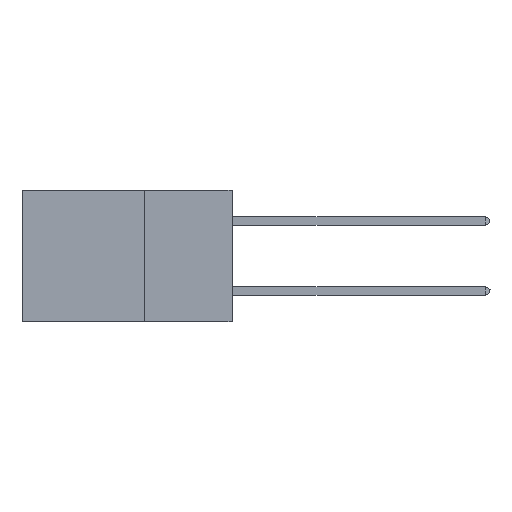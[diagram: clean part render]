
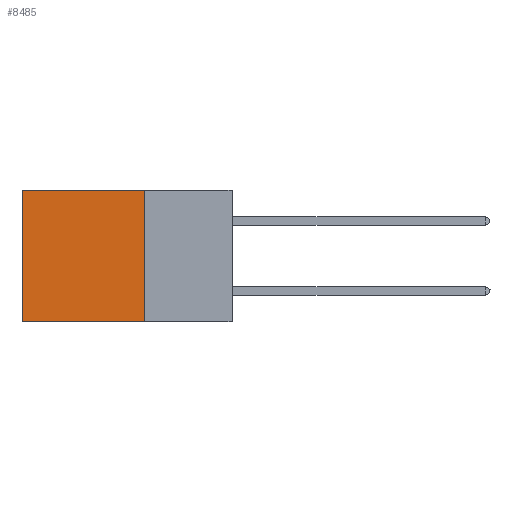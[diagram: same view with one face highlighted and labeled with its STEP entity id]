
A CAD part, left-side view. The second image highlights one B-rep face of the part: STEP entity #8485.
In plain terms, the highlighted planar face has unit normal (-1, 0, 0).
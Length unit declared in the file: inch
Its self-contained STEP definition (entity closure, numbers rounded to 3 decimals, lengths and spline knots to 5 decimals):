
#36 = PLANE ( 'NONE',  #20771 ) ;
#501 = CARTESIAN_POINT ( 'NONE',  ( 0.2875, 0.25, -0.375 ) ) ;
#856 = VERTEX_POINT ( 'NONE', #8199 ) ;
#1614 = VERTEX_POINT ( 'NONE', #16103 ) ;
#1751 = CARTESIAN_POINT ( 'NONE',  ( 0.2875, 0.25, 0. ) ) ;
#2073 = CARTESIAN_POINT ( 'NONE',  ( 0.2875, 0.25, -0.375 ) ) ;
#2358 = DIRECTION ( 'NONE',  ( 0., 1., 0. ) ) ;
#3130 = FACE_OUTER_BOUND ( 'NONE', #20938, .T. ) ;
#3434 = DIRECTION ( 'NONE',  ( 1., 0., 0. ) ) ;
#3929 = CARTESIAN_POINT ( 'NONE',  ( 0.2875, 0.6, -0.375 ) ) ;
#4338 = VECTOR ( 'NONE', #13733, 39.37008 ) ;
#4429 = LINE ( 'NONE', #3929, #20585 ) ;
#5993 = LINE ( 'NONE', #1751, #4338 ) ;
#6703 = EDGE_CURVE ( 'NONE', #12546, #12335, #12240, .T. ) ;
#8199 = CARTESIAN_POINT ( 'NONE',  ( 0.2875, 0.6, -0.375 ) ) ;
#8257 = EDGE_CURVE ( 'NONE', #12335, #856, #21267, .T. ) ;
#8485 = ADVANCED_FACE ( 'NONE', ( #3130 ), #36, .F. ) ;
#9197 = EDGE_CURVE ( 'NONE', #1614, #856, #4429, .T. ) ;
#9732 = CARTESIAN_POINT ( 'NONE',  ( 0.2875, 0.25, -0.375 ) ) ;
#9752 = ORIENTED_EDGE ( 'NONE', *, *, #8257, .F. ) ;
#10584 = ORIENTED_EDGE ( 'NONE', *, *, #6703, .F. ) ;
#11834 = DIRECTION ( 'NONE',  ( 0., 0., -1. ) ) ;
#12131 = CARTESIAN_POINT ( 'NONE',  ( 0.2875, 0.25, -0.375 ) ) ;
#12240 = LINE ( 'NONE', #501, #14394 ) ;
#12246 = CARTESIAN_POINT ( 'NONE',  ( 0.2875, 0.25, 0. ) ) ;
#12335 = VERTEX_POINT ( 'NONE', #9732 ) ;
#12546 = VERTEX_POINT ( 'NONE', #12246 ) ;
#13733 = DIRECTION ( 'NONE',  ( 0., 1., 0. ) ) ;
#14394 = VECTOR ( 'NONE', #19172, 39.37008 ) ;
#14458 = VECTOR ( 'NONE', #2358, 39.37008 ) ;
#16103 = CARTESIAN_POINT ( 'NONE',  ( 0.2875, 0.6, 0. ) ) ;
#17516 = DIRECTION ( 'NONE',  ( 0., 0., -1. ) ) ;
#17771 = EDGE_CURVE ( 'NONE', #12546, #1614, #5993, .T. ) ;
#19172 = DIRECTION ( 'NONE',  ( 0., 0., -1. ) ) ;
#20072 = ORIENTED_EDGE ( 'NONE', *, *, #9197, .T. ) ;
#20585 = VECTOR ( 'NONE', #17516, 39.37008 ) ;
#20771 = AXIS2_PLACEMENT_3D ( 'NONE', #12131, #3434, #11834 ) ;
#20938 = EDGE_LOOP ( 'NONE', ( #20072, #9752, #10584, #21010 ) ) ;
#21010 = ORIENTED_EDGE ( 'NONE', *, *, #17771, .T. ) ;
#21267 = LINE ( 'NONE', #2073, #14458 ) ;
